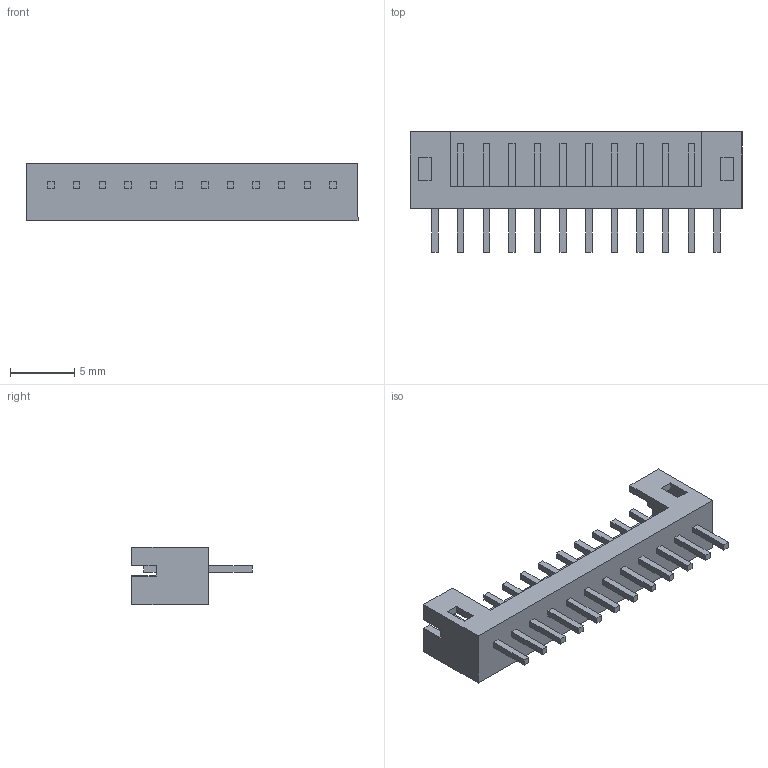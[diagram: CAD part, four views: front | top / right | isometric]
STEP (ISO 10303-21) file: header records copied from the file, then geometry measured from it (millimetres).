
FILE_DESCRIPTION (( 'STEP AP214' ), '1' );
FILE_NAME ('B12B-PH-K-S.STEP', '2010-06-16T07:04:20', ( ' ' ), ( ' ' ), 'SwSTEP 2.0', 'SolidWorks 2005235', '' );
FILE_SCHEMA (( 'AUTOMOTIVE_DESIGN' ));
Length unit declared in the file: millimetre
Products named in the file (1): B12B-PH-K-S
Bounding box: 25.9 x 9.4 x 4.5 mm (x, y, z)
Volume: 299.4 mm3; surface area: 834.4 mm2
Topology: 1 solids, 1 shells, 148 faces, 372 edges, 248 vertices
Faces by surface type: plane 148
Entity records: 5995 total; most frequent: CARTESIAN_POINT 769, ORIENTED_EDGE 744, DIRECTION 670, EDGE_CURVE 372, LINE 372, VECTOR 372, VERTEX_POINT 248, EDGE_LOOP 174
